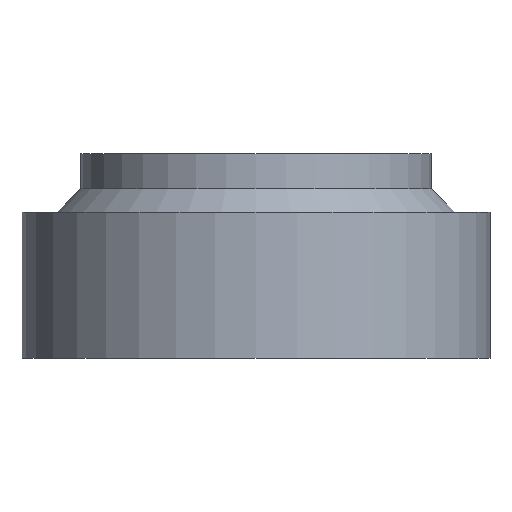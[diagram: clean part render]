
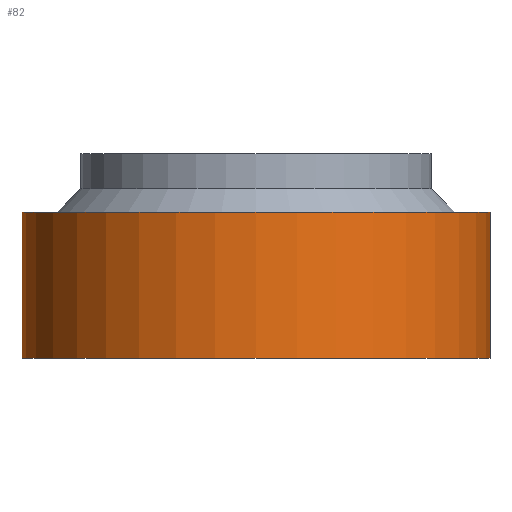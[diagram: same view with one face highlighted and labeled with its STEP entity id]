
A CAD part, front view. The second image highlights one B-rep face of the part: STEP entity #82.
In plain terms, the highlighted cylindrical face has radius 4 mm (diameter 8 mm), a full revolution.
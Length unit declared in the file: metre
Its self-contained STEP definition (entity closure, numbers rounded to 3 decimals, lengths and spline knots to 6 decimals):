
#16=ORIENTED_EDGE('',*,*,#30,.F.);
#17=ORIENTED_EDGE('',*,*,#31,.T.);
#30=EDGE_CURVE('',#37,#37,#44,.T.);
#31=EDGE_CURVE('',#38,#38,#45,.T.);
#37=VERTEX_POINT('',#149);
#38=VERTEX_POINT('',#151);
#44=CIRCLE('',#103,0.004);
#45=CIRCLE('',#104,0.004);
#51=EDGE_LOOP('',(#16));
#52=EDGE_LOOP('',(#17));
#65=FACE_BOUND('',#51,.T.);
#66=FACE_BOUND('',#52,.T.);
#79=CYLINDRICAL_SURFACE('',#102,0.004);
#82=ADVANCED_FACE('',(#65,#66),#79,.T.);
#102=AXIS2_PLACEMENT_3D('',#147,#118,#119);
#103=AXIS2_PLACEMENT_3D('',#148,#120,#121);
#104=AXIS2_PLACEMENT_3D('',#150,#122,#123);
#118=DIRECTION('',(0.,0.,-1.));
#119=DIRECTION('',(-1.,0.,0.));
#120=DIRECTION('',(0.,0.,1.));
#121=DIRECTION('',(1.,0.,0.));
#122=DIRECTION('',(0.,0.,1.));
#123=DIRECTION('',(1.,0.,0.));
#147=CARTESIAN_POINT('',(-0.21,0.07,0.0025));
#148=CARTESIAN_POINT('',(-0.21,0.07,0.0025));
#149=CARTESIAN_POINT('',(-0.206,0.07,0.0025));
#150=CARTESIAN_POINT('',(-0.21,0.07,0.));
#151=CARTESIAN_POINT('',(-0.206,0.07,0.));
